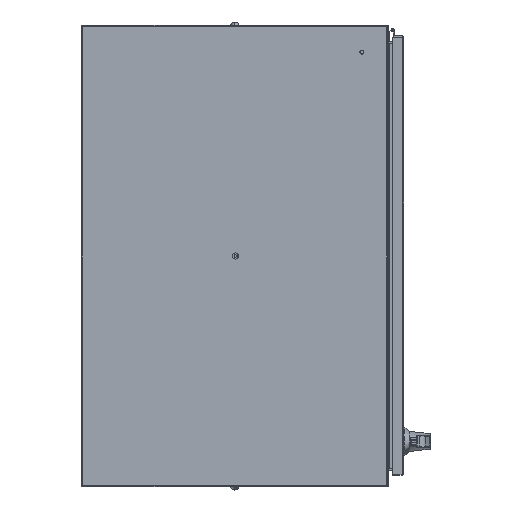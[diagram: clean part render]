
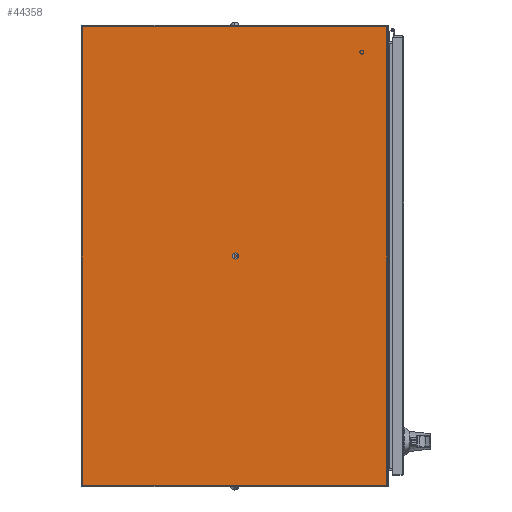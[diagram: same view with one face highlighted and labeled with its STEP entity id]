
A CAD part, front view. The second image highlights one B-rep face of the part: STEP entity #44358.
In plain terms, the highlighted face is planar.
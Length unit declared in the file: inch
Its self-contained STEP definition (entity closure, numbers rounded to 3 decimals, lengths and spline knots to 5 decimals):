
#7096 = VECTOR ( 'NONE', #21396, 39.37008 ) ;
#7132 = PLANE ( 'NONE',  #100213 ) ;
#15482 = ORIENTED_EDGE ( 'NONE', *, *, #40001, .F. ) ;
#16632 = FACE_OUTER_BOUND ( 'NONE', #25482, .T. ) ;
#18108 = ORIENTED_EDGE ( 'NONE', *, *, #50413, .F. ) ;
#21396 = DIRECTION ( 'NONE',  ( 1., 0., 0. ) ) ;
#25482 = EDGE_LOOP ( 'NONE', ( #38717, #15482, #18108, #78069 ) ) ;
#26198 = LINE ( 'NONE', #94757, #7096 ) ;
#36585 = DIRECTION ( 'NONE',  ( 0., 1., 0. ) ) ;
#37723 = DIRECTION ( 'NONE',  ( -1., 0., 0. ) ) ;
#38228 = VECTOR ( 'NONE', #37723, 39.37008 ) ;
#38717 = ORIENTED_EDGE ( 'NONE', *, *, #76543, .F. ) ;
#38992 = CARTESIAN_POINT ( 'NONE',  ( -17.935, -11.857, 0. ) ) ;
#39650 = DIRECTION ( 'NONE',  ( 0., 0., 1. ) ) ;
#40001 = EDGE_CURVE ( 'NONE', #60249, #95416, #56630, .T. ) ;
#42355 = VERTEX_POINT ( 'NONE', #56984 ) ;
#44358 = ADVANCED_FACE ( 'NONE', ( #16632 ), #7132, .F. ) ;
#50413 = EDGE_CURVE ( 'NONE', #65159, #60249, #53529, .T. ) ;
#53529 = LINE ( 'NONE', #103445, #38228 ) ;
#56630 = LINE ( 'NONE', #58703, #71922 ) ;
#56984 = CARTESIAN_POINT ( 'NONE',  ( 17.935, -11.857, 0. ) ) ;
#58703 = CARTESIAN_POINT ( 'NONE',  ( -17.935, -12., 0. ) ) ;
#60249 = VERTEX_POINT ( 'NONE', #88294 ) ;
#65159 = VERTEX_POINT ( 'NONE', #67046 ) ;
#67046 = CARTESIAN_POINT ( 'NONE',  ( 17.935, 12., 0. ) ) ;
#68292 = DIRECTION ( 'NONE',  ( 0., -1., 0. ) ) ;
#69309 = CARTESIAN_POINT ( 'NONE',  ( 17.935, -12., 0. ) ) ;
#71922 = VECTOR ( 'NONE', #68292, 39.37008 ) ;
#75399 = LINE ( 'NONE', #69309, #104626 ) ;
#76543 = EDGE_CURVE ( 'NONE', #95416, #42355, #26198, .T. ) ;
#76971 = EDGE_CURVE ( 'NONE', #42355, #65159, #75399, .T. ) ;
#78069 = ORIENTED_EDGE ( 'NONE', *, *, #76971, .F. ) ;
#88294 = CARTESIAN_POINT ( 'NONE',  ( -17.935, 12., 0. ) ) ;
#88342 = CARTESIAN_POINT ( 'NONE',  ( -17.935, -12., 0. ) ) ;
#94757 = CARTESIAN_POINT ( 'NONE',  ( -17.935, -11.857, 0. ) ) ;
#95416 = VERTEX_POINT ( 'NONE', #38992 ) ;
#96515 = DIRECTION ( 'NONE',  ( 1., 0., 0. ) ) ;
#100213 = AXIS2_PLACEMENT_3D ( 'NONE', #88342, #39650, #96515 ) ;
#103445 = CARTESIAN_POINT ( 'NONE',  ( -17.935, 12., 0. ) ) ;
#104626 = VECTOR ( 'NONE', #36585, 39.37008 ) ;
